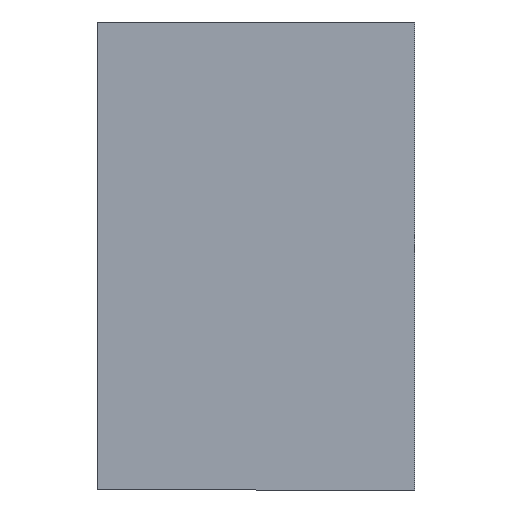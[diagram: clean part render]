
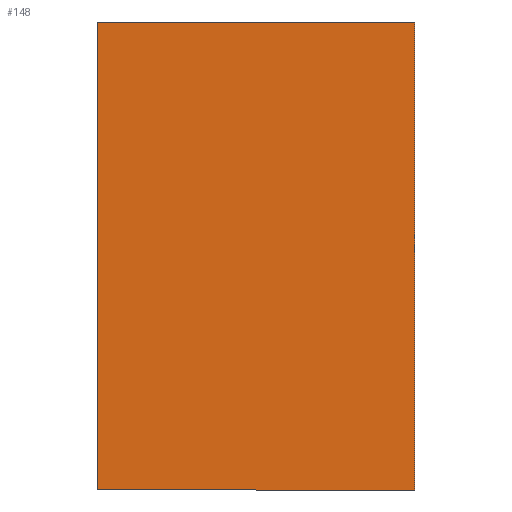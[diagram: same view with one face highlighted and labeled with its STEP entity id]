
A CAD part, left-side view. The second image highlights one B-rep face of the part: STEP entity #148.
In plain terms, the highlighted planar face has unit normal (-1, 0, 0).
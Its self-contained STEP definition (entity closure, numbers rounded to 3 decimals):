
#1 = VECTOR ( 'NONE', #95, 1000. ) ;
#11 = AXIS2_PLACEMENT_3D ( 'NONE', #134, #140, #145 ) ;
#18 = VERTEX_POINT ( 'NONE', #80 ) ;
#43 = LINE ( 'NONE', #98, #207 ) ;
#56 = ORIENTED_EDGE ( 'NONE', *, *, #122, .F. ) ;
#80 = CARTESIAN_POINT ( 'NONE',  ( 0., -7.089, 15.086 ) ) ;
#81 = VECTOR ( 'NONE', #164, 1000. ) ;
#82 = VERTEX_POINT ( 'NONE', #100 ) ;
#92 = EDGE_CURVE ( 'NONE', #154, #18, #43, .T. ) ;
#95 = DIRECTION ( 'NONE',  ( 0., 1., 0. ) ) ;
#97 = CARTESIAN_POINT ( 'NONE',  ( 0., -7.089, 15.086 ) ) ;
#98 = CARTESIAN_POINT ( 'NONE',  ( 0., 12.911, 15.086 ) ) ;
#100 = CARTESIAN_POINT ( 'NONE',  ( 0., 12.911, -14.414 ) ) ;
#101 = LINE ( 'NONE', #143, #81 ) ;
#104 = DIRECTION ( 'NONE',  ( 0., -1., 0. ) ) ;
#112 = DIRECTION ( 'NONE',  ( 0., 0., -1. ) ) ;
#113 = CARTESIAN_POINT ( 'NONE',  ( 0., 12.911, -14.414 ) ) ;
#114 = ORIENTED_EDGE ( 'NONE', *, *, #119, .F. ) ;
#119 = EDGE_CURVE ( 'NONE', #186, #82, #213, .T. ) ;
#122 = EDGE_CURVE ( 'NONE', #18, #186, #201, .T. ) ;
#129 = CARTESIAN_POINT ( 'NONE',  ( 0., 12.911, 15.086 ) ) ;
#132 = EDGE_LOOP ( 'NONE', ( #191, #156, #114, #56 ) ) ;
#134 = CARTESIAN_POINT ( 'NONE',  ( 0., 0., 0. ) ) ;
#135 = PLANE ( 'NONE',  #11 ) ;
#140 = DIRECTION ( 'NONE',  ( 1., 0., 0. ) ) ;
#143 = CARTESIAN_POINT ( 'NONE',  ( 0., 12.911, 15.086 ) ) ;
#145 = DIRECTION ( 'NONE',  ( 0., 0., -1. ) ) ;
#148 = ADVANCED_FACE ( 'NONE', ( #149 ), #135, .F. ) ;
#149 = FACE_OUTER_BOUND ( 'NONE', #132, .T. ) ;
#154 = VERTEX_POINT ( 'NONE', #129 ) ;
#156 = ORIENTED_EDGE ( 'NONE', *, *, #203, .F. ) ;
#164 = DIRECTION ( 'NONE',  ( 0., 0., 1. ) ) ;
#178 = CARTESIAN_POINT ( 'NONE',  ( 0., -7.089, -14.414 ) ) ;
#186 = VERTEX_POINT ( 'NONE', #178 ) ;
#191 = ORIENTED_EDGE ( 'NONE', *, *, #92, .F. ) ;
#195 = VECTOR ( 'NONE', #112, 1000. ) ;
#201 = LINE ( 'NONE', #97, #195 ) ;
#203 = EDGE_CURVE ( 'NONE', #82, #154, #101, .T. ) ;
#207 = VECTOR ( 'NONE', #104, 1000. ) ;
#213 = LINE ( 'NONE', #113, #1 ) ;
